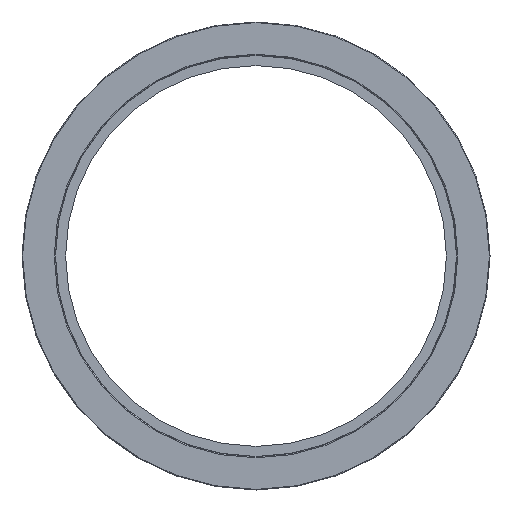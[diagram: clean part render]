
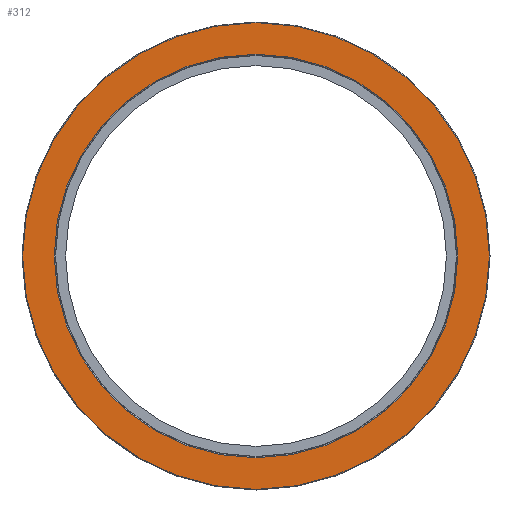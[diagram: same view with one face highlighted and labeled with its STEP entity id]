
A CAD part, left-side view. The second image highlights one B-rep face of the part: STEP entity #312.
In plain terms, the highlighted planar face has unit normal (-1, 0, 0).
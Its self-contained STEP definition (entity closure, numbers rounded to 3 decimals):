
#26=FACE_BOUND('',#61,.T.);
#32=PLANE('',#360);
#41=FACE_OUTER_BOUND('',#60,.T.);
#60=EDGE_LOOP('',(#233));
#61=EDGE_LOOP('',(#234,#235));
#104=CIRCLE('',#357,184.5);
#107=CIRCLE('',#361,159.5);
#108=CIRCLE('',#362,159.5);
#141=VERTEX_POINT('',#543);
#144=VERTEX_POINT('',#551);
#145=VERTEX_POINT('',#552);
#177=EDGE_CURVE('',#141,#141,#104,.T.);
#181=EDGE_CURVE('',#144,#145,#107,.T.);
#182=EDGE_CURVE('',#145,#144,#108,.T.);
#233=ORIENTED_EDGE('',*,*,#177,.F.);
#234=ORIENTED_EDGE('',*,*,#181,.F.);
#235=ORIENTED_EDGE('',*,*,#182,.F.);
#312=ADVANCED_FACE('',(#41,#26),#32,.T.);
#357=AXIS2_PLACEMENT_3D('',#544,#427,#428);
#360=AXIS2_PLACEMENT_3D('',#550,#434,#435);
#361=AXIS2_PLACEMENT_3D('',#553,#436,#437);
#362=AXIS2_PLACEMENT_3D('',#554,#438,#439);
#427=DIRECTION('center_axis',(1.,0.,0.));
#428=DIRECTION('ref_axis',(0.,0.,-1.));
#434=DIRECTION('center_axis',(-1.,0.,0.));
#435=DIRECTION('ref_axis',(0.,0.,1.));
#436=DIRECTION('center_axis',(-1.,0.,0.));
#437=DIRECTION('ref_axis',(0.,0.,-1.));
#438=DIRECTION('center_axis',(-1.,0.,0.));
#439=DIRECTION('ref_axis',(0.,0.,-1.));
#543=CARTESIAN_POINT('',(0.,0.,184.5));
#544=CARTESIAN_POINT('Origin',(0.,0.,0.));
#550=CARTESIAN_POINT('Origin',(0.,0.,159.));
#551=CARTESIAN_POINT('',(0.,0.,159.5));
#552=CARTESIAN_POINT('',(0.,0.,-159.5));
#553=CARTESIAN_POINT('Origin',(0.,0.,0.));
#554=CARTESIAN_POINT('Origin',(0.,0.,0.));
